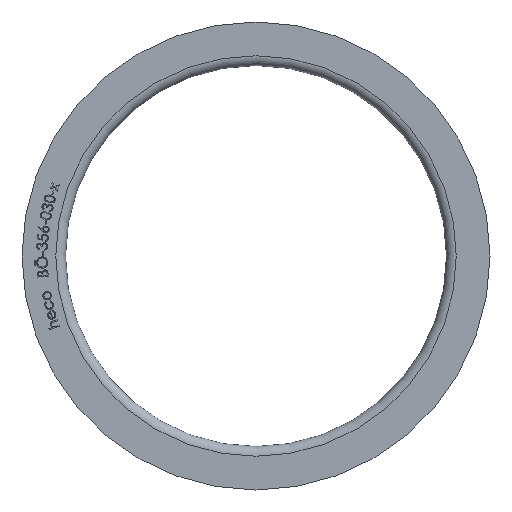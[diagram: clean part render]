
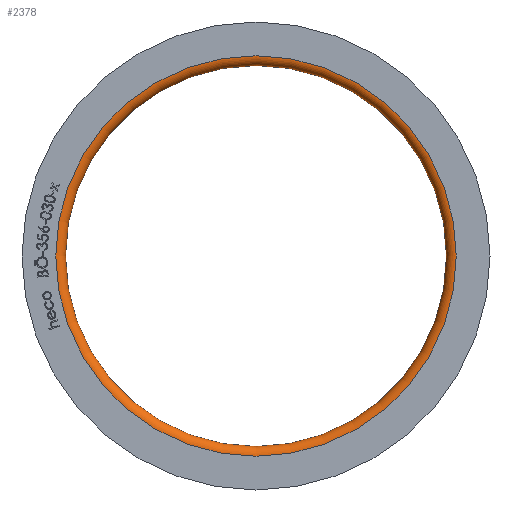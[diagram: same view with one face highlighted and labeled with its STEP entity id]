
A CAD part, left-side view. The second image highlights one B-rep face of the part: STEP entity #2378.
In plain terms, the highlighted toroidal (fillet/blend) face has major radius 184 mm and minor radius 9 mm.
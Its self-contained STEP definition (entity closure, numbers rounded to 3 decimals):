
#1202 = ORIENTED_EDGE ( 'NONE', *, *, #14425, .F. ) ;
#2040 = DIRECTION ( 'NONE',  ( -1., 0., 0. ) ) ;
#2378 = ADVANCED_FACE ( 'NONE', ( #3912, #14027 ), #13658, .T. ) ;
#3068 = VERTEX_POINT ( 'NONE', #15688 ) ;
#3912 = FACE_OUTER_BOUND ( 'NONE', #15385, .T. ) ;
#5237 = DIRECTION ( 'NONE',  ( 0., 0., 1. ) ) ;
#5543 = DIRECTION ( 'NONE',  ( 0., 0., 1. ) ) ;
#5829 = AXIS2_PLACEMENT_3D ( 'NONE', #8498, #9750, #13593 ) ;
#7539 = AXIS2_PLACEMENT_3D ( 'NONE', #11546, #15369, #5237 ) ;
#8498 = CARTESIAN_POINT ( 'NONE',  ( 9., 0., 0. ) ) ;
#9428 = VERTEX_POINT ( 'NONE', #14514 ) ;
#9750 = DIRECTION ( 'NONE',  ( -1., 0., 0. ) ) ;
#11230 = ORIENTED_EDGE ( 'NONE', *, *, #13738, .T. ) ;
#11546 = CARTESIAN_POINT ( 'NONE',  ( 9., 0., 0. ) ) ;
#11701 = AXIS2_PLACEMENT_3D ( 'NONE', #14252, #2040, #5543 ) ;
#11973 = CIRCLE ( 'NONE', #11701, 184. ) ;
#12340 = EDGE_LOOP ( 'NONE', ( #11230 ) ) ;
#13034 = CIRCLE ( 'NONE', #5829, 175. ) ;
#13593 = DIRECTION ( 'NONE',  ( 0., 0., 1. ) ) ;
#13658 = TOROIDAL_SURFACE ( 'NONE', #7539, 184., 9. ) ;
#13738 = EDGE_CURVE ( 'NONE', #3068, #3068, #11973, .T. ) ;
#14027 = FACE_OUTER_BOUND ( 'NONE', #12340, .T. ) ;
#14252 = CARTESIAN_POINT ( 'NONE',  ( 0., 0., 0. ) ) ;
#14425 = EDGE_CURVE ( 'NONE', #9428, #9428, #13034, .T. ) ;
#14514 = CARTESIAN_POINT ( 'NONE',  ( 9., 0., 175. ) ) ;
#15369 = DIRECTION ( 'NONE',  ( -1., 0., 0. ) ) ;
#15385 = EDGE_LOOP ( 'NONE', ( #1202 ) ) ;
#15688 = CARTESIAN_POINT ( 'NONE',  ( 0., 0., 184. ) ) ;
